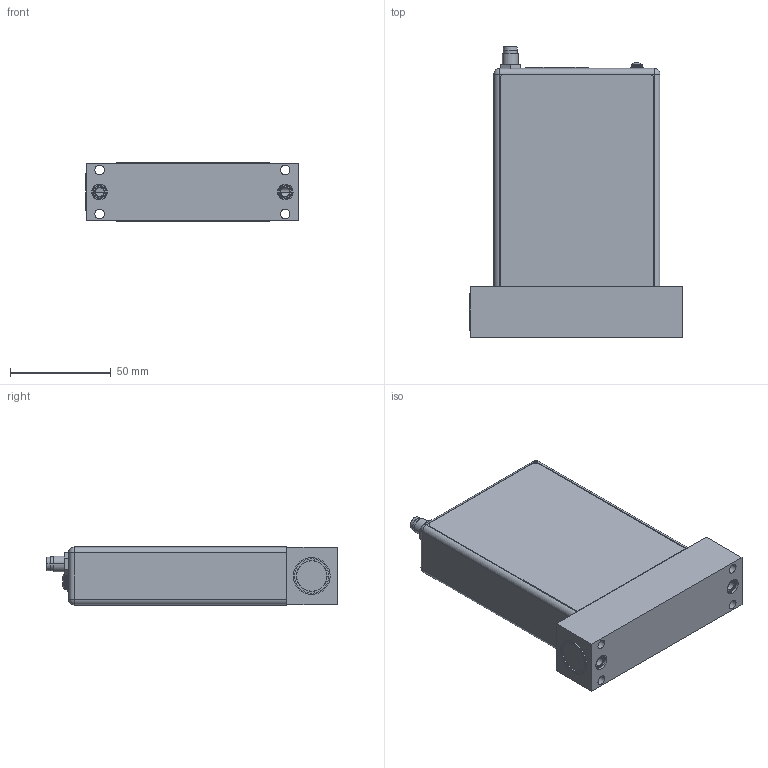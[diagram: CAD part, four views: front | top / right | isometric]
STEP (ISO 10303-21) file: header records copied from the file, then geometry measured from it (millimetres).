
FILE_DESCRIPTION((''),'2;1');
FILE_NAME('GM51A_ETHERCAT_4VCR_ASM','2015-09-24T',('cockrofm'),(''),'PRO/ENGINEER BY PARAMETRIC TECHNOLOGY CORPORATION, 2011490','PRO/ENGINEER BY PARAMETRIC TECHNOLOGY CORPORATION, 2011490','');
FILE_SCHEMA(('CONFIG_CONTROL_DESIGN'));
Length unit declared in the file: inch
Products named in the file (14): 1057720_ENCLOSURE_1; 1053479_RJ45_DOUBLE_CONN_1; 1007235_CONN_RJ45_1; 1053737-004_ASM_1_ASM; 1011702-002_4-40_PAN-HD-SEMS_1; 1200905080_1; 1200905080_NUT_1; 1054563_LABEL_FRT_1; 1054564_LABEL_REAR_DNET_1; 1057722_LABEL_TOP_ETHERCAT_1; ETHERCAT_ASM_1_ASM; 1031369_DISC; 1057482-001_W-PIN; GM51A_ETHERCAT_4VCR_ASM
Assembly tree (14 placements, depth 4):
  GM51A_ETHERCAT_4VCR_ASM
    ETHERCAT_ASM_1_ASM
      1057720_ENCLOSURE_1
      1053737-004_ASM_1_ASM
        1053479_RJ45_DOUBLE_CONN_1
        1007235_CONN_RJ45_1
      1011702-002_4-40_PAN-HD-SEMS_1  x2
      1200905080_1
      1200905080_NUT_1
      1054563_LABEL_FRT_1
      1054564_LABEL_REAR_DNET_1
      1057722_LABEL_TOP_ETHERCAT_1
    1031369_DISC
    1057482-001_W-PIN
Bounding box: 105.54 x 144.04 x 28.78 mm (x, y, z)
Volume: 89678 mm3; surface area: 113151.8 mm2
Topology: 12 solids, 23 shells, 613 faces, 1523 edges, 951 vertices
Faces by surface type: plane 252, cylinder 225, cone 46, extrusion 40, torus 22, sphere 20, bspline 8
Entity records: 17505 total; most frequent: CARTESIAN_POINT 3691, DIRECTION 2965, ORIENTED_EDGE 2658, EDGE_CURVE 1351, AXIS2_PLACEMENT_3D 1104, VERTEX_POINT 867, VECTOR 757, LINE 737
